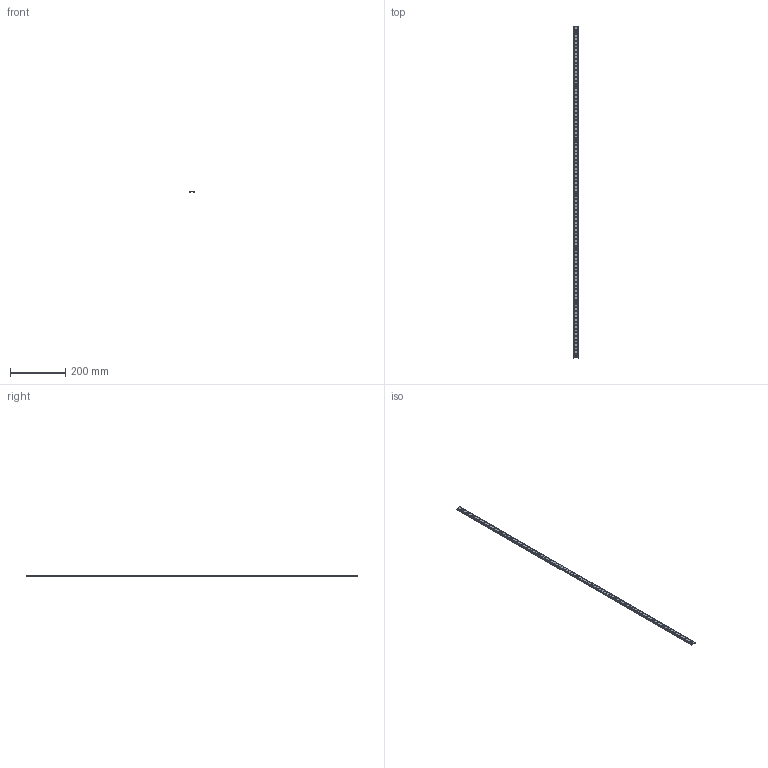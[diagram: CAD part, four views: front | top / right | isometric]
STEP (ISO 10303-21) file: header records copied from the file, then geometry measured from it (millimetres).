
FILE_DESCRIPTION (( 'STEP AP203' ), '1' );
FILE_NAME ('FC-1751-3.STEP', '2009-09-28T07:30:23', ( ' ' ), ( ' ' ), 'SwSTEP 2.0', 'SolidWorks 2007', '' );
FILE_SCHEMA (( 'CONFIG_CONTROL_DESIGN' ));
Length unit declared in the file: millimetre
Products named in the file (1): FC-1751-3
Bounding box: 20 x 1200 x 4 mm (x, y, z)
Volume: 30266.8 mm3; surface area: 55838.3 mm2
Topology: 1 solids, 1 shells, 491 faces, 1467 edges, 978 vertices
Faces by surface type: cylinder 295, plane 196
Entity records: 17220 total; most frequent: DIRECTION 3041, CARTESIAN_POINT 2937, ORIENTED_EDGE 2934, EDGE_CURVE 1467, AXIS2_PLACEMENT_3D 1082, VERTEX_POINT 978, VECTOR 877, LINE 877
